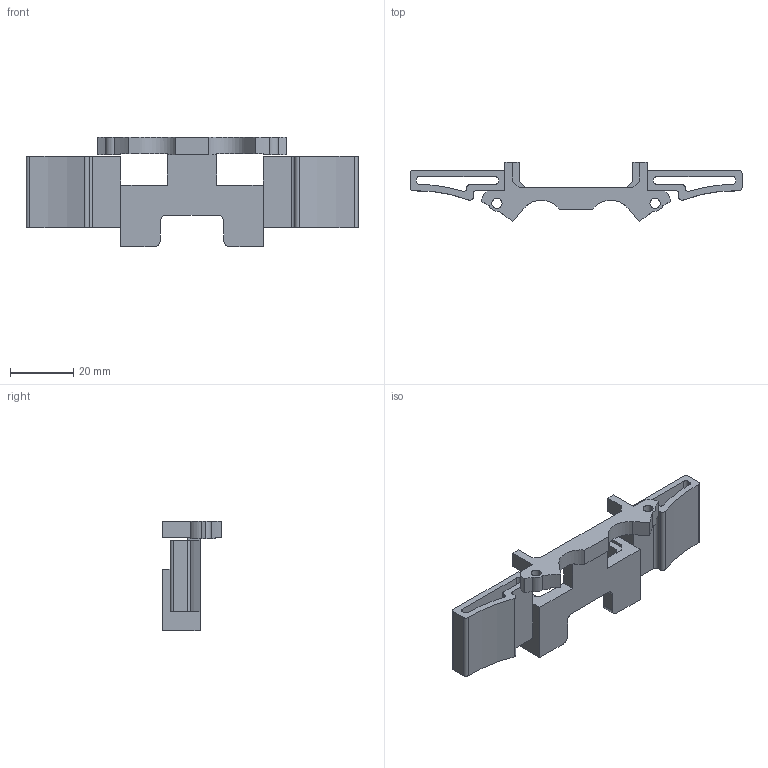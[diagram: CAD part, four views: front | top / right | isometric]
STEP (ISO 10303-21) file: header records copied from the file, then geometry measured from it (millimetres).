
FILE_DESCRIPTION (( 'STEP AP214' ), '1' );
FILE_NAME ('usb&萇埭堤諳殤.STEP', '2024-07-22T11:19:33', ( '' ), ( '' ), 'SwSTEP 2.0', 'SolidWorks 2021', '' );
FILE_SCHEMA (( 'AUTOMOTIVE_DESIGN' ));
Length unit declared in the file: millimetre
Products named in the file (1): usb&萇埭堤諳殤
Bounding box: 105 x 18.85 x 34.55 mm (x, y, z)
Volume: 13046.8 mm3; surface area: 10849.1 mm2
Topology: 1 solids, 1 shells, 112 faces, 324 edges, 214 vertices
Faces by surface type: plane 70, cylinder 42
Entity records: 3738 total; most frequent: CARTESIAN_POINT 651, ORIENTED_EDGE 648, DIRECTION 638, EDGE_CURVE 324, LINE 236, VECTOR 236, VERTEX_POINT 214, AXIS2_PLACEMENT_3D 201
